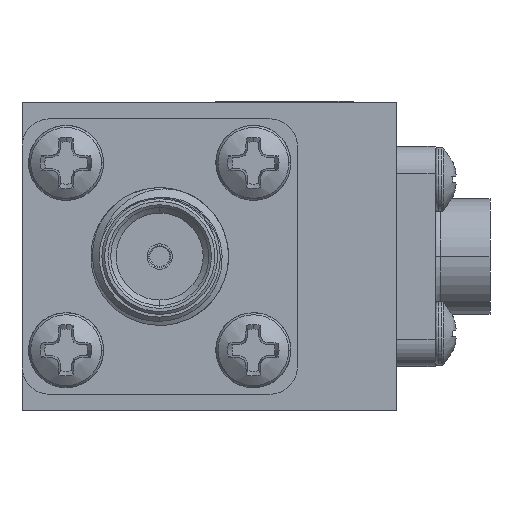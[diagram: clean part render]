
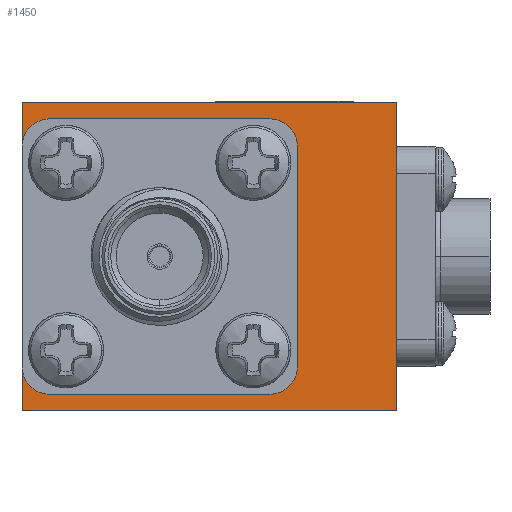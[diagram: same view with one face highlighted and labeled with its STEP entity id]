
A CAD part, left-side view. The second image highlights one B-rep face of the part: STEP entity #1450.
In plain terms, the highlighted planar face has unit normal (-1, 0, 0).
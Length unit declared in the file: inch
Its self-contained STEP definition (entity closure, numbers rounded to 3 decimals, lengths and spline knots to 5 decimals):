
#306 = CARTESIAN_POINT ( 'NONE',  ( -0.25, -0.34, -0.28 ) ) ;
#454 = LINE ( 'NONE', #43637, #9298 ) ;
#502 = AXIS2_PLACEMENT_3D ( 'NONE', #10578, #40317, #17662 ) ;
#666 = VECTOR ( 'NONE', #17506, 39.37008 ) ;
#721 = VERTEX_POINT ( 'NONE', #35815 ) ;
#889 = AXIS2_PLACEMENT_3D ( 'NONE', #17488, #2848, #23674 ) ;
#1163 = LINE ( 'NONE', #1388, #19801 ) ;
#1356 = ORIENTED_EDGE ( 'NONE', *, *, #26255, .F. ) ;
#1388 = CARTESIAN_POINT ( 'NONE',  ( -0.25, -0.34, 0.28 ) ) ;
#1450 = ADVANCED_FACE ( 'NONE', ( #13883 ), #38911, .F. ) ;
#1632 = CIRCLE ( 'NONE', #889, 0.05 ) ;
#1728 = DIRECTION ( 'NONE',  ( 0., 0., -1. ) ) ;
#2727 = VERTEX_POINT ( 'NONE', #306 ) ;
#2848 = DIRECTION ( 'NONE',  ( 1., 0., 0. ) ) ;
#2865 = VERTEX_POINT ( 'NONE', #26740 ) ;
#3502 = CARTESIAN_POINT ( 'NONE',  ( -0.25, -0.34, 0.28 ) ) ;
#5300 = ORIENTED_EDGE ( 'NONE', *, *, #8445, .F. ) ;
#5751 = EDGE_CURVE ( 'NONE', #42266, #2727, #45019, .T. ) ;
#6340 = DIRECTION ( 'NONE',  ( 0., 0., -1. ) ) ;
#6472 = ORIENTED_EDGE ( 'NONE', *, *, #27479, .F. ) ;
#8445 = EDGE_CURVE ( 'NONE', #10240, #2865, #16289, .T. ) ;
#9298 = VECTOR ( 'NONE', #36104, 39.37008 ) ;
#10240 = VERTEX_POINT ( 'NONE', #10771 ) ;
#10578 = CARTESIAN_POINT ( 'NONE',  ( -0.25, 0.29, 0.2 ) ) ;
#10643 = VECTOR ( 'NONE', #6340, 39.37008 ) ;
#10771 = CARTESIAN_POINT ( 'NONE',  ( -0.25, 0.34, 0.28 ) ) ;
#11222 = ORIENTED_EDGE ( 'NONE', *, *, #29675, .F. ) ;
#12012 = EDGE_CURVE ( 'NONE', #39760, #24497, #28610, .T. ) ;
#12792 = CIRCLE ( 'NONE', #40712, 0.05 ) ;
#12967 = EDGE_CURVE ( 'NONE', #25936, #15706, #23348, .T. ) ;
#13641 = VECTOR ( 'NONE', #28627, 39.37008 ) ;
#13883 = FACE_OUTER_BOUND ( 'NONE', #40920, .T. ) ;
#13973 = CARTESIAN_POINT ( 'NONE',  ( -0.25, -0.16, -0.2 ) ) ;
#14403 = DIRECTION ( 'NONE',  ( 1., 0., 0. ) ) ;
#14677 = LINE ( 'NONE', #29089, #13641 ) ;
#15072 = CARTESIAN_POINT ( 'NONE',  ( -0.25, -0.11, -0.25 ) ) ;
#15561 = DIRECTION ( 'NONE',  ( 0., 0., -1. ) ) ;
#15706 = VERTEX_POINT ( 'NONE', #15072 ) ;
#16289 = LINE ( 'NONE', #38015, #21922 ) ;
#16296 = LINE ( 'NONE', #16520, #37858 ) ;
#16520 = CARTESIAN_POINT ( 'NONE',  ( -0.25, -0.16, -0.25 ) ) ;
#16616 = EDGE_CURVE ( 'NONE', #10240, #721, #14677, .T. ) ;
#16684 = CARTESIAN_POINT ( 'NONE',  ( -0.25, -0.34, -0.28 ) ) ;
#16945 = DIRECTION ( 'NONE',  ( 1., 0., 0. ) ) ;
#17488 = CARTESIAN_POINT ( 'NONE',  ( -0.25, -0.11, 0.2 ) ) ;
#17506 = DIRECTION ( 'NONE',  ( 0., 1., 0. ) ) ;
#17662 = DIRECTION ( 'NONE',  ( 0., 0., -1. ) ) ;
#17938 = CARTESIAN_POINT ( 'NONE',  ( -0.25, 0.29, -0.2 ) ) ;
#19654 = VERTEX_POINT ( 'NONE', #25913 ) ;
#19801 = VECTOR ( 'NONE', #15561, 39.37008 ) ;
#20016 = DIRECTION ( 'NONE',  ( 0., -1., 0. ) ) ;
#20057 = ORIENTED_EDGE ( 'NONE', *, *, #39328, .T. ) ;
#20919 = CARTESIAN_POINT ( 'NONE',  ( -0.25, -0.11, 0.25 ) ) ;
#21309 = EDGE_CURVE ( 'NONE', #44981, #42266, #35615, .T. ) ;
#21538 = CARTESIAN_POINT ( 'NONE',  ( -0.25, 0.34, -0.28 ) ) ;
#21922 = VECTOR ( 'NONE', #44860, 39.37008 ) ;
#22283 = ORIENTED_EDGE ( 'NONE', *, *, #21309, .T. ) ;
#22304 = CARTESIAN_POINT ( 'NONE',  ( -0.25, 0.29, 0.25 ) ) ;
#22564 = VECTOR ( 'NONE', #20016, 39.37008 ) ;
#23226 = DIRECTION ( 'NONE',  ( 1., 0., 0. ) ) ;
#23348 = CIRCLE ( 'NONE', #32402, 0.05 ) ;
#23674 = DIRECTION ( 'NONE',  ( 0., 0., -1. ) ) ;
#23886 = CIRCLE ( 'NONE', #502, 0.05 ) ;
#24497 = VERTEX_POINT ( 'NONE', #22304 ) ;
#25075 = VERTEX_POINT ( 'NONE', #29088 ) ;
#25913 = CARTESIAN_POINT ( 'NONE',  ( -0.25, 0.29, -0.25 ) ) ;
#25936 = VERTEX_POINT ( 'NONE', #13973 ) ;
#26255 = EDGE_CURVE ( 'NONE', #19654, #15706, #16296, .T. ) ;
#26370 = ORIENTED_EDGE ( 'NONE', *, *, #16616, .T. ) ;
#26740 = CARTESIAN_POINT ( 'NONE',  ( -0.25, -0.34, 0.28 ) ) ;
#27479 = EDGE_CURVE ( 'NONE', #2865, #2727, #1163, .T. ) ;
#28610 = LINE ( 'NONE', #42751, #666 ) ;
#28627 = DIRECTION ( 'NONE',  ( 0., 0., -1. ) ) ;
#28730 = ORIENTED_EDGE ( 'NONE', *, *, #12012, .F. ) ;
#28763 = DIRECTION ( 'NONE',  ( 0., 1., 0. ) ) ;
#28815 = DIRECTION ( 'NONE',  ( 0., 0., -1. ) ) ;
#29009 = CARTESIAN_POINT ( 'NONE',  ( -0.25, 0.34, 0.28 ) ) ;
#29088 = CARTESIAN_POINT ( 'NONE',  ( -0.25, -0.16, 0.2 ) ) ;
#29089 = CARTESIAN_POINT ( 'NONE',  ( -0.25, 0.34, 0.28 ) ) ;
#29675 = EDGE_CURVE ( 'NONE', #25936, #25075, #454, .T. ) ;
#29741 = CARTESIAN_POINT ( 'NONE',  ( -0.25, 0.34, -0.2 ) ) ;
#29839 = ORIENTED_EDGE ( 'NONE', *, *, #44660, .T. ) ;
#31396 = DIRECTION ( 'NONE',  ( 0., -1., 0. ) ) ;
#32402 = AXIS2_PLACEMENT_3D ( 'NONE', #45140, #23226, #1728 ) ;
#35320 = ORIENTED_EDGE ( 'NONE', *, *, #37745, .T. ) ;
#35615 = LINE ( 'NONE', #29009, #10643 ) ;
#35815 = CARTESIAN_POINT ( 'NONE',  ( -0.25, 0.34, 0.2 ) ) ;
#36104 = DIRECTION ( 'NONE',  ( 0., 0., 1. ) ) ;
#37745 = EDGE_CURVE ( 'NONE', #721, #24497, #23886, .T. ) ;
#37858 = VECTOR ( 'NONE', #31396, 39.37008 ) ;
#38015 = CARTESIAN_POINT ( 'NONE',  ( -0.25, -0.34, 0.28 ) ) ;
#38343 = ORIENTED_EDGE ( 'NONE', *, *, #5751, .T. ) ;
#38911 = PLANE ( 'NONE',  #44329 ) ;
#39328 = EDGE_CURVE ( 'NONE', #39760, #25075, #1632, .T. ) ;
#39760 = VERTEX_POINT ( 'NONE', #20919 ) ;
#40317 = DIRECTION ( 'NONE',  ( 1., 0., 0. ) ) ;
#40712 = AXIS2_PLACEMENT_3D ( 'NONE', #17938, #14403, #28815 ) ;
#40920 = EDGE_LOOP ( 'NONE', ( #1356, #29839, #22283, #38343, #6472, #5300, #26370, #35320, #28730, #20057, #11222, #46230 ) ) ;
#42266 = VERTEX_POINT ( 'NONE', #21538 ) ;
#42751 = CARTESIAN_POINT ( 'NONE',  ( -0.25, -0.16, 0.25 ) ) ;
#43637 = CARTESIAN_POINT ( 'NONE',  ( -0.25, -0.16, -0.25 ) ) ;
#44329 = AXIS2_PLACEMENT_3D ( 'NONE', #3502, #16945, #28763 ) ;
#44660 = EDGE_CURVE ( 'NONE', #19654, #44981, #12792, .T. ) ;
#44860 = DIRECTION ( 'NONE',  ( 0., -1., 0. ) ) ;
#44981 = VERTEX_POINT ( 'NONE', #29741 ) ;
#45019 = LINE ( 'NONE', #16684, #22564 ) ;
#45140 = CARTESIAN_POINT ( 'NONE',  ( -0.25, -0.11, -0.2 ) ) ;
#46230 = ORIENTED_EDGE ( 'NONE', *, *, #12967, .T. ) ;
